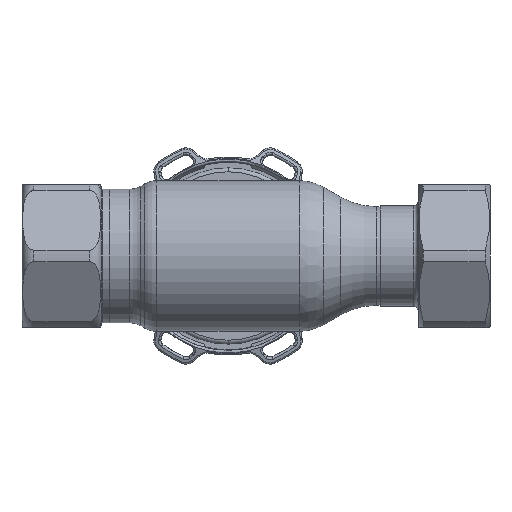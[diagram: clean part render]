
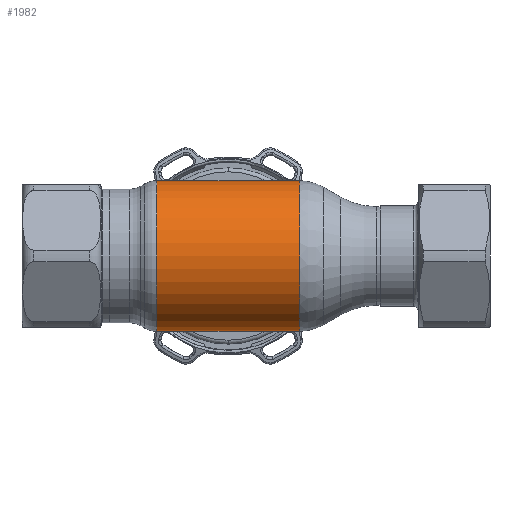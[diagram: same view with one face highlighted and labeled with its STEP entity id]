
A CAD part, front view. The second image highlights one B-rep face of the part: STEP entity #1982.
In plain terms, the highlighted cylindrical face has radius 19 mm (diameter 38 mm), a partial arc.
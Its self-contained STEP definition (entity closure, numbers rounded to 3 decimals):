
#1886 = AXIS2_PLACEMENT_3D ( 'NONE', #23727, #15950, #16844 ) ;
#1982 = ADVANCED_FACE ( 'NONE', ( #35949 ), #27720, .T. ) ;
#2514 = ORIENTED_EDGE ( 'NONE', *, *, #24073, .F. ) ;
#3397 = EDGE_LOOP ( 'NONE', ( #33648, #23789, #9403, #2514 ) ) ;
#8165 = EDGE_CURVE ( 'NONE', #9985, #20471, #24617, .T. ) ;
#9403 = ORIENTED_EDGE ( 'NONE', *, *, #34999, .T. ) ;
#9985 = VERTEX_POINT ( 'NONE', #17251 ) ;
#10530 = CARTESIAN_POINT ( 'NONE',  ( -18.035, 0., 0. ) ) ;
#10842 = DIRECTION ( 'NONE',  ( 1., 0., 0. ) ) ;
#11464 = VERTEX_POINT ( 'NONE', #24189 ) ;
#11533 = VECTOR ( 'NONE', #17695, 1000. ) ;
#12210 = EDGE_CURVE ( 'NONE', #9985, #16556, #31348, .T. ) ;
#15326 = LINE ( 'NONE', #20751, #11533 ) ;
#15950 = DIRECTION ( 'NONE',  ( 1., 0., 0. ) ) ;
#16556 = VERTEX_POINT ( 'NONE', #27617 ) ;
#16844 = DIRECTION ( 'NONE',  ( 0., 0., -1. ) ) ;
#17251 = CARTESIAN_POINT ( 'NONE',  ( -18.035, 0., 19. ) ) ;
#17392 = DIRECTION ( 'NONE',  ( 0., 0., -1. ) ) ;
#17695 = DIRECTION ( 'NONE',  ( 1., 0., 0. ) ) ;
#19746 = DIRECTION ( 'NONE',  ( 1., 0., 0. ) ) ;
#20471 = VERTEX_POINT ( 'NONE', #31036 ) ;
#20633 = CARTESIAN_POINT ( 'NONE',  ( 62.69, 0., 0. ) ) ;
#20751 = CARTESIAN_POINT ( 'NONE',  ( 62.69, 0., -19. ) ) ;
#21473 = AXIS2_PLACEMENT_3D ( 'NONE', #10530, #19746, #17392 ) ;
#22877 = VECTOR ( 'NONE', #10842, 1000. ) ;
#23166 = DIRECTION ( 'NONE',  ( 1., 0., 0. ) ) ;
#23727 = CARTESIAN_POINT ( 'NONE',  ( 18.035, 0., 0. ) ) ;
#23789 = ORIENTED_EDGE ( 'NONE', *, *, #12210, .T. ) ;
#24073 = EDGE_CURVE ( 'NONE', #20471, #11464, #30933, .T. ) ;
#24189 = CARTESIAN_POINT ( 'NONE',  ( 18.035, 0., -19. ) ) ;
#24617 = LINE ( 'NONE', #26513, #22877 ) ;
#26513 = CARTESIAN_POINT ( 'NONE',  ( 62.69, 0., 19. ) ) ;
#27617 = CARTESIAN_POINT ( 'NONE',  ( -18.035, 0., -19. ) ) ;
#27720 = CYLINDRICAL_SURFACE ( 'NONE', #35197, 19. ) ;
#30933 = CIRCLE ( 'NONE', #1886, 19. ) ;
#31036 = CARTESIAN_POINT ( 'NONE',  ( 18.035, 0., 19. ) ) ;
#31348 = CIRCLE ( 'NONE', #21473, 19. ) ;
#31751 = DIRECTION ( 'NONE',  ( 0., 0., -1. ) ) ;
#33648 = ORIENTED_EDGE ( 'NONE', *, *, #8165, .F. ) ;
#34999 = EDGE_CURVE ( 'NONE', #16556, #11464, #15326, .T. ) ;
#35197 = AXIS2_PLACEMENT_3D ( 'NONE', #20633, #23166, #31751 ) ;
#35949 = FACE_OUTER_BOUND ( 'NONE', #3397, .T. ) ;
